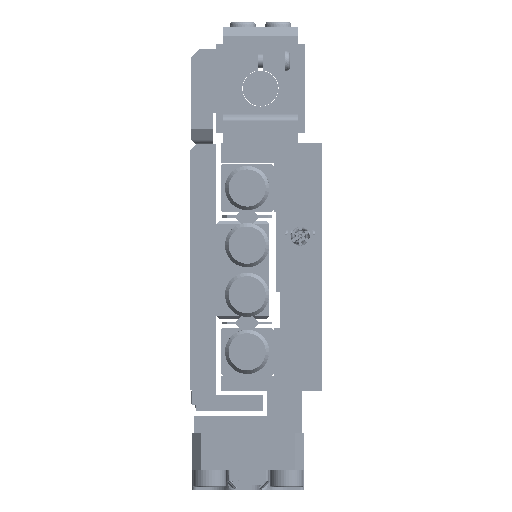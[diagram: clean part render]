
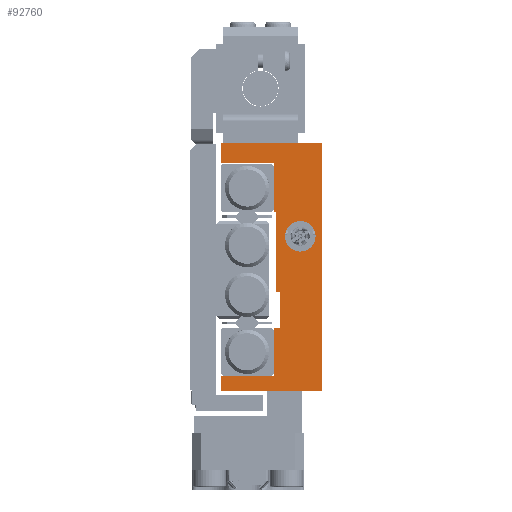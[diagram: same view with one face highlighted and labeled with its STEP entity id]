
A CAD part, left-side view. The second image highlights one B-rep face of the part: STEP entity #92760.
In plain terms, the highlighted planar face has unit normal (-1, 0, 0).
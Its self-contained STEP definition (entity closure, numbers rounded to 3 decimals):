
#395 = LINE ( 'NONE', #59309, #82496 ) ;
#649 = CIRCLE ( 'NONE', #49166, 1.727 ) ;
#817 = CARTESIAN_POINT ( 'NONE',  ( -30., 0., -14. ) ) ;
#1263 = LINE ( 'NONE', #37843, #75371 ) ;
#1283 = VERTEX_POINT ( 'NONE', #5578 ) ;
#2044 = CARTESIAN_POINT ( 'NONE',  ( -30., 5.5, 6.3 ) ) ;
#2181 = ORIENTED_EDGE ( 'NONE', *, *, #42684, .T. ) ;
#2488 = EDGE_CURVE ( 'NONE', #1283, #9997, #649, .T. ) ;
#3288 = ORIENTED_EDGE ( 'NONE', *, *, #2488, .F. ) ;
#3526 = AXIS2_PLACEMENT_3D ( 'NONE', #27927, #56434, #86382 ) ;
#3611 = ORIENTED_EDGE ( 'NONE', *, *, #64633, .F. ) ;
#4195 = EDGE_CURVE ( 'NONE', #9997, #1283, #52128, .T. ) ;
#4483 = CARTESIAN_POINT ( 'NONE',  ( -30., 11.5, 11.8 ) ) ;
#5138 = CARTESIAN_POINT ( 'NONE',  ( -30., 5.2, -2.8 ) ) ;
#5578 = CARTESIAN_POINT ( 'NONE',  ( -30., 2.5, 1.773 ) ) ;
#7544 = CARTESIAN_POINT ( 'NONE',  ( -30., 2.5, 5.227 ) ) ;
#7646 = EDGE_CURVE ( 'NONE', #53431, #60172, #395, .T. ) ;
#7777 = LINE ( 'NONE', #2044, #91326 ) ;
#8703 = CARTESIAN_POINT ( 'NONE',  ( -30., 5.5, -12.3 ) ) ;
#9997 = VERTEX_POINT ( 'NONE', #7544 ) ;
#10049 = CARTESIAN_POINT ( 'NONE',  ( -30., 5.2, 6.3 ) ) ;
#12274 = VECTOR ( 'NONE', #53892, 1000. ) ;
#13183 = VERTEX_POINT ( 'NONE', #94045 ) ;
#13265 = EDGE_CURVE ( 'NONE', #24855, #90109, #93569, .T. ) ;
#14137 = CARTESIAN_POINT ( 'NONE',  ( -30., 5.5, -12.3 ) ) ;
#14165 = DIRECTION ( 'NONE',  ( 0., -1., 0. ) ) ;
#15124 = CARTESIAN_POINT ( 'NONE',  ( -30., 5.5, 14. ) ) ;
#17029 = DIRECTION ( 'NONE',  ( -1., 0., 0. ) ) ;
#17725 = CARTESIAN_POINT ( 'NONE',  ( -30., 0., 14. ) ) ;
#18275 = EDGE_CURVE ( 'NONE', #38215, #78121, #52915, .T. ) ;
#20565 = ORIENTED_EDGE ( 'NONE', *, *, #68151, .T. ) ;
#20674 = VECTOR ( 'NONE', #55502, 1000. ) ;
#20993 = VECTOR ( 'NONE', #53235, 1000. ) ;
#23193 = EDGE_CURVE ( 'NONE', #67665, #85666, #48057, .T. ) ;
#23256 = VERTEX_POINT ( 'NONE', #27652 ) ;
#23539 = EDGE_CURVE ( 'NONE', #13183, #67665, #66112, .T. ) ;
#23681 = DIRECTION ( 'NONE',  ( 0., 0., 1. ) ) ;
#24635 = VERTEX_POINT ( 'NONE', #28242 ) ;
#24690 = VERTEX_POINT ( 'NONE', #8703 ) ;
#24855 = VERTEX_POINT ( 'NONE', #73827 ) ;
#24924 = LINE ( 'NONE', #61492, #12274 ) ;
#25205 = ORIENTED_EDGE ( 'NONE', *, *, #92404, .T. ) ;
#25790 = VERTEX_POINT ( 'NONE', #55448 ) ;
#26270 = EDGE_LOOP ( 'NONE', ( #35891, #57834, #61324, #2181, #20565, #72908, #66969, #49322, #78532, #25205, #3611, #49513, #83343, #73899 ) ) ;
#27459 = PLANE ( 'NONE',  #3526 ) ;
#27652 = CARTESIAN_POINT ( 'NONE',  ( -30., 5.5, 11.8 ) ) ;
#27927 = CARTESIAN_POINT ( 'NONE',  ( -30., 5.5, -14. ) ) ;
#28242 = CARTESIAN_POINT ( 'NONE',  ( -30., 11.5, -12.3 ) ) ;
#28368 = EDGE_CURVE ( 'NONE', #60172, #74366, #24924, .T. ) ;
#28747 = EDGE_CURVE ( 'NONE', #24855, #74366, #43146, .T. ) ;
#29823 = CARTESIAN_POINT ( 'NONE',  ( -30., 11.5, -14. ) ) ;
#29904 = EDGE_CURVE ( 'NONE', #78121, #25790, #7777, .T. ) ;
#31550 = CARTESIAN_POINT ( 'NONE',  ( -30., 4.8, -2.8 ) ) ;
#31787 = DIRECTION ( 'NONE',  ( 0., -1., 0. ) ) ;
#32964 = CARTESIAN_POINT ( 'NONE',  ( -30., 5.2, 6.3 ) ) ;
#33335 = DIRECTION ( 'NONE',  ( -1., 0., 0. ) ) ;
#34115 = FACE_BOUND ( 'NONE', #69835, .T. ) ;
#35194 = CARTESIAN_POINT ( 'NONE',  ( -30., 2.5, 3.5 ) ) ;
#35891 = ORIENTED_EDGE ( 'NONE', *, *, #23193, .F. ) ;
#36194 = CARTESIAN_POINT ( 'NONE',  ( -30., 5.5, -14. ) ) ;
#37843 = CARTESIAN_POINT ( 'NONE',  ( -30., 5.5, -14. ) ) ;
#38215 = VERTEX_POINT ( 'NONE', #5138 ) ;
#39616 = VECTOR ( 'NONE', #14165, 1000. ) ;
#42684 = EDGE_CURVE ( 'NONE', #24690, #24635, #92597, .T. ) ;
#43146 = LINE ( 'NONE', #15124, #39616 ) ;
#44643 = VECTOR ( 'NONE', #73103, 1000. ) ;
#47091 = CARTESIAN_POINT ( 'NONE',  ( -30., 4.8, -2.8 ) ) ;
#48057 = LINE ( 'NONE', #86114, #78648 ) ;
#48753 = VECTOR ( 'NONE', #76125, 1000. ) ;
#49166 = AXIS2_PLACEMENT_3D ( 'NONE', #88795, #17029, #23681 ) ;
#49322 = ORIENTED_EDGE ( 'NONE', *, *, #28747, .F. ) ;
#49513 = ORIENTED_EDGE ( 'NONE', *, *, #29904, .F. ) ;
#52128 = CIRCLE ( 'NONE', #70338, 1.727 ) ;
#52199 = LINE ( 'NONE', #81250, #87592 ) ;
#52640 = VECTOR ( 'NONE', #74804, 1000. ) ;
#52915 = LINE ( 'NONE', #32964, #52640 ) ;
#53235 = DIRECTION ( 'NONE',  ( 0., -1., 0. ) ) ;
#53431 = VERTEX_POINT ( 'NONE', #29823 ) ;
#53892 = DIRECTION ( 'NONE',  ( 0., 0., 1. ) ) ;
#54559 = EDGE_CURVE ( 'NONE', #85666, #38215, #55155, .T. ) ;
#55016 = LINE ( 'NONE', #84036, #65675 ) ;
#55155 = LINE ( 'NONE', #47091, #48753 ) ;
#55396 = VECTOR ( 'NONE', #66113, 1000. ) ;
#55448 = CARTESIAN_POINT ( 'NONE',  ( -30., 5.5, 6.3 ) ) ;
#55502 = DIRECTION ( 'NONE',  ( 0., 1., 0. ) ) ;
#56434 = DIRECTION ( 'NONE',  ( 1., 0., 0. ) ) ;
#57834 = ORIENTED_EDGE ( 'NONE', *, *, #23539, .F. ) ;
#58993 = CARTESIAN_POINT ( 'NONE',  ( -30., 5.5, -6.8 ) ) ;
#59309 = CARTESIAN_POINT ( 'NONE',  ( -30., 5.5, -14. ) ) ;
#59562 = DIRECTION ( 'NONE',  ( 0., 1., 0. ) ) ;
#60172 = VERTEX_POINT ( 'NONE', #817 ) ;
#61324 = ORIENTED_EDGE ( 'NONE', *, *, #66583, .F. ) ;
#61492 = CARTESIAN_POINT ( 'NONE',  ( -30., 0., -14. ) ) ;
#64633 = EDGE_CURVE ( 'NONE', #25790, #23256, #72796, .T. ) ;
#65675 = VECTOR ( 'NONE', #31787, 1000. ) ;
#66112 = LINE ( 'NONE', #58993, #20993 ) ;
#66113 = DIRECTION ( 'NONE',  ( 0., 0., 1. ) ) ;
#66429 = DIRECTION ( 'NONE',  ( 0., -1., 0. ) ) ;
#66583 = EDGE_CURVE ( 'NONE', #24690, #13183, #1263, .T. ) ;
#66835 = DIRECTION ( 'NONE',  ( 0., 0., 1. ) ) ;
#66969 = ORIENTED_EDGE ( 'NONE', *, *, #28368, .T. ) ;
#67665 = VERTEX_POINT ( 'NONE', #76664 ) ;
#68151 = EDGE_CURVE ( 'NONE', #24635, #53431, #52199, .T. ) ;
#69835 = EDGE_LOOP ( 'NONE', ( #83591, #3288 ) ) ;
#70338 = AXIS2_PLACEMENT_3D ( 'NONE', #35194, #33335, #83726 ) ;
#72796 = LINE ( 'NONE', #36194, #55396 ) ;
#72908 = ORIENTED_EDGE ( 'NONE', *, *, #7646, .T. ) ;
#73103 = DIRECTION ( 'NONE',  ( 0., 0., -1. ) ) ;
#73827 = CARTESIAN_POINT ( 'NONE',  ( -30., 11.5, 14. ) ) ;
#73899 = ORIENTED_EDGE ( 'NONE', *, *, #54559, .F. ) ;
#74097 = DIRECTION ( 'NONE',  ( 0., 0., -1. ) ) ;
#74366 = VERTEX_POINT ( 'NONE', #17725 ) ;
#74804 = DIRECTION ( 'NONE',  ( 0., 0., 1. ) ) ;
#75371 = VECTOR ( 'NONE', #66835, 1000. ) ;
#76125 = DIRECTION ( 'NONE',  ( 0., 1., 0. ) ) ;
#76664 = CARTESIAN_POINT ( 'NONE',  ( -30., 4.8, -6.8 ) ) ;
#78121 = VERTEX_POINT ( 'NONE', #10049 ) ;
#78532 = ORIENTED_EDGE ( 'NONE', *, *, #13265, .T. ) ;
#78648 = VECTOR ( 'NONE', #84704, 1000. ) ;
#81250 = CARTESIAN_POINT ( 'NONE',  ( -30., 11.5, -14. ) ) ;
#82496 = VECTOR ( 'NONE', #66429, 1000. ) ;
#83343 = ORIENTED_EDGE ( 'NONE', *, *, #18275, .F. ) ;
#83591 = ORIENTED_EDGE ( 'NONE', *, *, #4195, .F. ) ;
#83726 = DIRECTION ( 'NONE',  ( 0., 0., 1. ) ) ;
#84036 = CARTESIAN_POINT ( 'NONE',  ( -30., 5.5, 11.8 ) ) ;
#84704 = DIRECTION ( 'NONE',  ( 0., 0., 1. ) ) ;
#85666 = VERTEX_POINT ( 'NONE', #31550 ) ;
#85911 = FACE_OUTER_BOUND ( 'NONE', #26270, .T. ) ;
#86114 = CARTESIAN_POINT ( 'NONE',  ( -30., 4.8, -6.8 ) ) ;
#86382 = DIRECTION ( 'NONE',  ( 0., 0., -1. ) ) ;
#86430 = CARTESIAN_POINT ( 'NONE',  ( -30., 11.5, 14. ) ) ;
#87592 = VECTOR ( 'NONE', #74097, 1000. ) ;
#88795 = CARTESIAN_POINT ( 'NONE',  ( -30., 2.5, 3.5 ) ) ;
#90109 = VERTEX_POINT ( 'NONE', #4483 ) ;
#91326 = VECTOR ( 'NONE', #59562, 1000. ) ;
#92404 = EDGE_CURVE ( 'NONE', #90109, #23256, #55016, .T. ) ;
#92597 = LINE ( 'NONE', #14137, #20674 ) ;
#92760 = ADVANCED_FACE ( 'NONE', ( #85911, #34115 ), #27459, .F. ) ;
#93569 = LINE ( 'NONE', #86430, #44643 ) ;
#94045 = CARTESIAN_POINT ( 'NONE',  ( -30., 5.5, -6.8 ) ) ;
